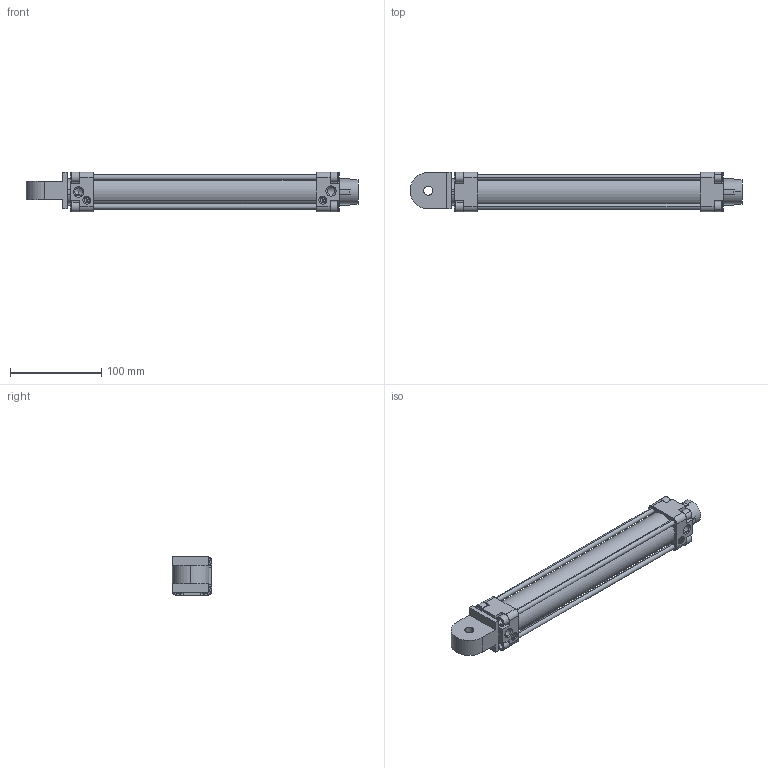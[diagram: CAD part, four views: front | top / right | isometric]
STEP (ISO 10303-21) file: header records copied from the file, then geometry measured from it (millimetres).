
FILE_DESCRIPTION (( 'STEP AP214' ), '1' );
FILE_NAME ('Piston.STEP', '2020-02-02T08:44:11', ( '' ), ( '' ), 'SwSTEP 2.0', 'SolidWorks 2019', '' );
FILE_SCHEMA (( 'AUTOMOTIVE_DESIGN' ));
Length unit declared in the file: millimetre
Products named in the file (1): Piston
Bounding box: 363 x 43.48 x 43.48 mm (x, y, z)
Volume: 231624.9 mm3; surface area: 116143.1 mm2
Topology: 18 solids, 18 shells, 386 faces, 904 edges, 577 vertices
Faces by surface type: plane 219, cylinder 134, cone 33
Entity records: 15593 total; most frequent: CARTESIAN_POINT 1992, DIRECTION 1966, ORIENTED_EDGE 1804, EDGE_CURVE 902, AXIS2_PLACEMENT_3D 695, VERTEX_POINT 577, LINE 576, VECTOR 576
